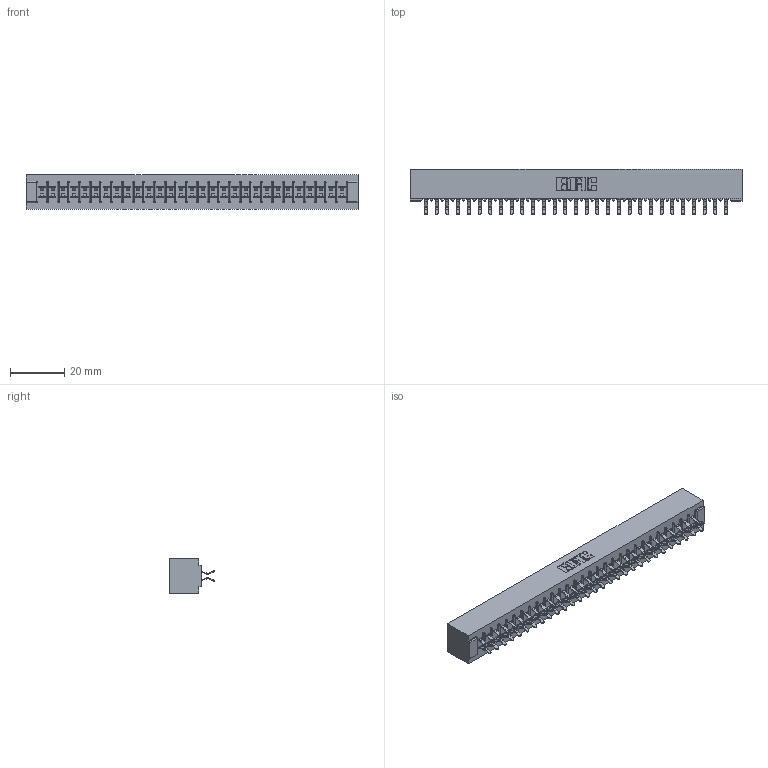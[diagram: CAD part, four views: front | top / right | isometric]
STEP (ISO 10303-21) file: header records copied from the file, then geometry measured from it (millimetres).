
FILE_DESCRIPTION (( 'STEP AP203' ), '1' );
FILE_NAME ('305-058-556-201.STEP', '2019-09-10T00:41:57', ( '' ), ( '' ), 'SwSTEP 2.0', 'SolidWorks 2016', '' );
FILE_SCHEMA (( 'CONFIG_CONTROL_DESIGN' ));
Length unit declared in the file: inch
Products named in the file (3): 305 Part_No Mounting; 305-290-001_556; 305-058-556-201
Assembly tree (59 placements, depth 2):
  305-058-556-201
    305 Part_No Mounting
    305-290-001_556  x58
Bounding box: 122.78 x 16.64 x 12.7 mm (x, y, z)
Volume: 13203.2 mm3; surface area: 16932.1 mm2
Topology: 59 solids, 59 shells, 3356 faces, 9659 edges, 6282 vertices
Faces by surface type: plane 1862, cylinder 1378, sphere 116
Entity records: 32926 total; most frequent: CARTESIAN_POINT 5449, ORIENTED_EDGE 5406, DIRECTION 5283, EDGE_CURVE 2703, VECTOR 2171, LINE 2171, VERTEX_POINT 1722, AXIS2_PLACEMENT_3D 1556
